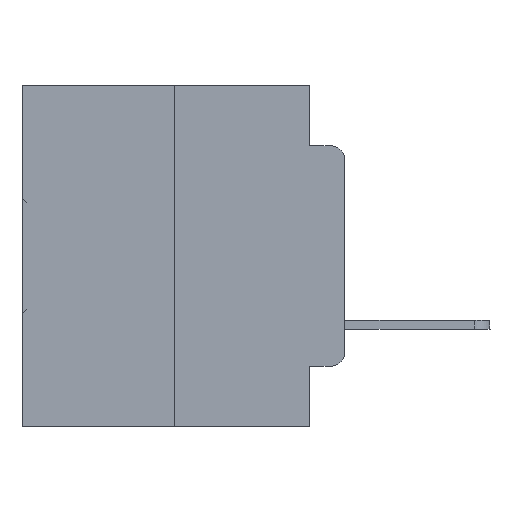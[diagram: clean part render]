
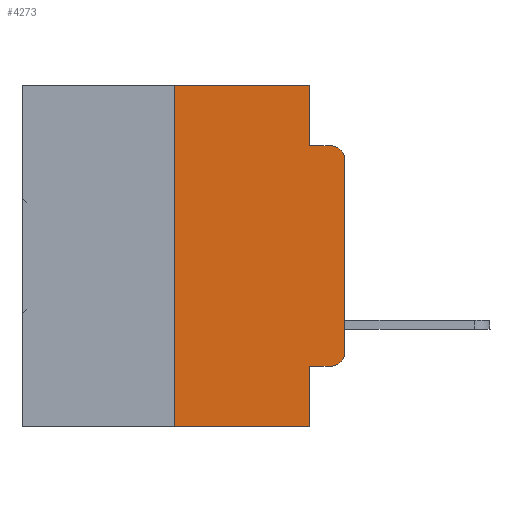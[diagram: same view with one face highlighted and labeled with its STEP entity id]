
A CAD part, left-side view. The second image highlights one B-rep face of the part: STEP entity #4273.
In plain terms, the highlighted planar face has unit normal (-1, 0, 0).
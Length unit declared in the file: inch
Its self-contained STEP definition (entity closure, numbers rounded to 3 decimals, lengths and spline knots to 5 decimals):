
#956 = EDGE_CURVE ( 'NONE', #1372, #23661, #23633, .T. ) ;
#1323 = VERTEX_POINT ( 'NONE', #13874 ) ;
#1372 = VERTEX_POINT ( 'NONE', #3725 ) ;
#2101 = CARTESIAN_POINT ( 'NONE',  ( 0., 0.02, -0.0885 ) ) ;
#2133 = CARTESIAN_POINT ( 'NONE',  ( 0., 0.25, -0.5 ) ) ;
#2285 = VECTOR ( 'NONE', #13202, 39.37008 ) ;
#3213 = ORIENTED_EDGE ( 'NONE', *, *, #27034, .T. ) ;
#3660 = DIRECTION ( 'NONE',  ( 0., 0., -1. ) ) ;
#3725 = CARTESIAN_POINT ( 'NONE',  ( 0., 0.25, 0. ) ) ;
#3815 = EDGE_CURVE ( 'NONE', #8840, #5943, #10635, .T. ) ;
#4151 = DIRECTION ( 'NONE',  ( 1., 0., 0. ) ) ;
#4273 = ADVANCED_FACE ( 'NONE', ( #23971 ), #21514, .F. ) ;
#4289 = CARTESIAN_POINT ( 'NONE',  ( 0., 0.473, -0.5 ) ) ;
#4644 = ORIENTED_EDGE ( 'NONE', *, *, #11862, .F. ) ;
#4989 = LINE ( 'NONE', #12514, #22343 ) ;
#5038 = ORIENTED_EDGE ( 'NONE', *, *, #9173, .T. ) ;
#5549 = EDGE_LOOP ( 'NONE', ( #13468, #29032, #4644, #9223, #31929, #10926, #3213, #28422, #25750, #5038 ) ) ;
#5912 = DIRECTION ( 'NONE',  ( 0., -1., 0. ) ) ;
#5943 = VERTEX_POINT ( 'NONE', #15953 ) ;
#7031 = EDGE_CURVE ( 'NONE', #23661, #17576, #15165, .T. ) ;
#8552 = DIRECTION ( 'NONE',  ( -1., 0., 0. ) ) ;
#8558 = VECTOR ( 'NONE', #5912, 39.37008 ) ;
#8583 = EDGE_CURVE ( 'NONE', #19328, #1372, #4989, .T. ) ;
#8684 = CARTESIAN_POINT ( 'NONE',  ( 0., 0.051, -0.0885 ) ) ;
#8728 = DIRECTION ( 'NONE',  ( 0., -1., 0. ) ) ;
#8840 = VERTEX_POINT ( 'NONE', #16273 ) ;
#9173 = EDGE_CURVE ( 'NONE', #5943, #1323, #31737, .T. ) ;
#9223 = ORIENTED_EDGE ( 'NONE', *, *, #7031, .F. ) ;
#10038 = VECTOR ( 'NONE', #8728, 39.37008 ) ;
#10635 = LINE ( 'NONE', #28147, #29220 ) ;
#10926 = ORIENTED_EDGE ( 'NONE', *, *, #8583, .F. ) ;
#11180 = CARTESIAN_POINT ( 'NONE',  ( 0., 0.473, 0. ) ) ;
#11312 = CARTESIAN_POINT ( 'NONE',  ( 0., 0.02, -0.3915 ) ) ;
#11862 = EDGE_CURVE ( 'NONE', #17576, #13657, #23600, .T. ) ;
#12315 = EDGE_CURVE ( 'NONE', #22317, #13657, #26328, .T. ) ;
#12514 = CARTESIAN_POINT ( 'NONE',  ( 0., 0.25, 0. ) ) ;
#13202 = DIRECTION ( 'NONE',  ( 0., 0., -1. ) ) ;
#13364 = CARTESIAN_POINT ( 'NONE',  ( 0., 0.051, 0. ) ) ;
#13468 = ORIENTED_EDGE ( 'NONE', *, *, #15346, .T. ) ;
#13657 = VERTEX_POINT ( 'NONE', #2101 ) ;
#13874 = CARTESIAN_POINT ( 'NONE',  ( 0., 0., -0.3915 ) ) ;
#14447 = CARTESIAN_POINT ( 'NONE',  ( 0., 0.051, 0. ) ) ;
#14602 = LINE ( 'NONE', #14447, #20463 ) ;
#15165 = LINE ( 'NONE', #13364, #2285 ) ;
#15346 = EDGE_CURVE ( 'NONE', #1323, #22317, #32114, .T. ) ;
#15953 = CARTESIAN_POINT ( 'NONE',  ( 0., 0.02, -0.4115 ) ) ;
#16017 = CARTESIAN_POINT ( 'NONE',  ( 0., 0.02, -0.1085 ) ) ;
#16246 = DIRECTION ( 'NONE',  ( 0., -1., 0. ) ) ;
#16273 = CARTESIAN_POINT ( 'NONE',  ( 0., 0.051, -0.4115 ) ) ;
#17229 = VECTOR ( 'NONE', #16246, 39.37008 ) ;
#17273 = AXIS2_PLACEMENT_3D ( 'NONE', #31136, #4151, #3660 ) ;
#17576 = VERTEX_POINT ( 'NONE', #23822 ) ;
#18184 = DIRECTION ( 'NONE',  ( 0., 0., 1. ) ) ;
#18806 = DIRECTION ( 'NONE',  ( -1., 0., 0. ) ) ;
#19052 = DIRECTION ( 'NONE',  ( 0., 0., -1. ) ) ;
#19175 = CARTESIAN_POINT ( 'NONE',  ( 0., 0.051, -0.5 ) ) ;
#19328 = VERTEX_POINT ( 'NONE', #2133 ) ;
#19698 = CARTESIAN_POINT ( 'NONE',  ( 0., 0., 0. ) ) ;
#20463 = VECTOR ( 'NONE', #19052, 39.37008 ) ;
#20694 = EDGE_CURVE ( 'NONE', #8840, #21085, #14602, .T. ) ;
#21085 = VERTEX_POINT ( 'NONE', #19175 ) ;
#21311 = DIRECTION ( 'NONE',  ( 0., 0., -1. ) ) ;
#21514 = PLANE ( 'NONE',  #17273 ) ;
#22317 = VERTEX_POINT ( 'NONE', #32132 ) ;
#22343 = VECTOR ( 'NONE', #26753, 39.37008 ) ;
#22598 = DIRECTION ( 'NONE',  ( 0., -1., 0. ) ) ;
#23600 = LINE ( 'NONE', #8684, #8558 ) ;
#23633 = LINE ( 'NONE', #11180, #10038 ) ;
#23661 = VERTEX_POINT ( 'NONE', #32301 ) ;
#23822 = CARTESIAN_POINT ( 'NONE',  ( 0., 0.051, -0.0885 ) ) ;
#23971 = FACE_OUTER_BOUND ( 'NONE', #5549, .T. ) ;
#25750 = ORIENTED_EDGE ( 'NONE', *, *, #3815, .T. ) ;
#25824 = AXIS2_PLACEMENT_3D ( 'NONE', #16017, #18806, #28295 ) ;
#26328 = CIRCLE ( 'NONE', #25824, 0.02 ) ;
#26364 = LINE ( 'NONE', #4289, #17229 ) ;
#26753 = DIRECTION ( 'NONE',  ( 0., 0., 1. ) ) ;
#27034 = EDGE_CURVE ( 'NONE', #19328, #21085, #26364, .T. ) ;
#28147 = CARTESIAN_POINT ( 'NONE',  ( 0., 0.051, -0.4115 ) ) ;
#28295 = DIRECTION ( 'NONE',  ( 0., 0., -1. ) ) ;
#28422 = ORIENTED_EDGE ( 'NONE', *, *, #20694, .F. ) ;
#29032 = ORIENTED_EDGE ( 'NONE', *, *, #12315, .T. ) ;
#29040 = VECTOR ( 'NONE', #18184, 39.37008 ) ;
#29220 = VECTOR ( 'NONE', #22598, 39.37008 ) ;
#31136 = CARTESIAN_POINT ( 'NONE',  ( 0., 0.473, 0. ) ) ;
#31196 = AXIS2_PLACEMENT_3D ( 'NONE', #11312, #8552, #21311 ) ;
#31737 = CIRCLE ( 'NONE', #31196, 0.02 ) ;
#31929 = ORIENTED_EDGE ( 'NONE', *, *, #956, .F. ) ;
#32114 = LINE ( 'NONE', #19698, #29040 ) ;
#32132 = CARTESIAN_POINT ( 'NONE',  ( 0., 0., -0.1085 ) ) ;
#32301 = CARTESIAN_POINT ( 'NONE',  ( 0., 0.051, 0. ) ) ;
